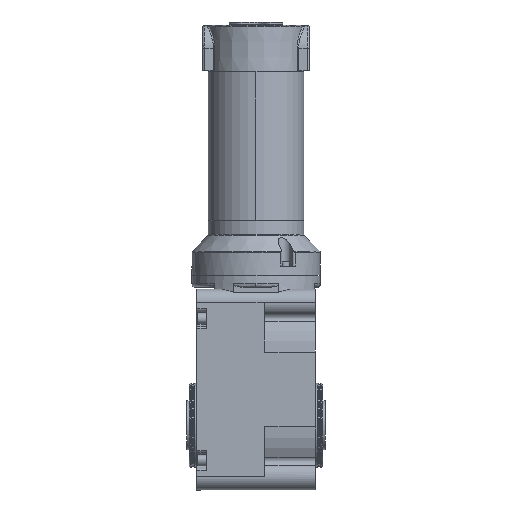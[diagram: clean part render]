
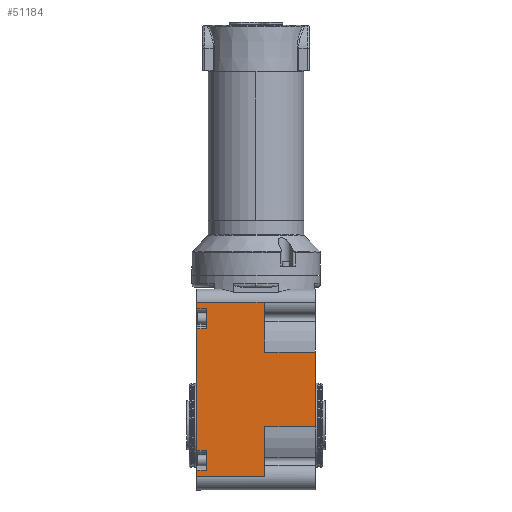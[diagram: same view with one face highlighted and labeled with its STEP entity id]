
A CAD part, front view. The second image highlights one B-rep face of the part: STEP entity #51184.
In plain terms, the highlighted planar face has unit normal (0, -1, 0).
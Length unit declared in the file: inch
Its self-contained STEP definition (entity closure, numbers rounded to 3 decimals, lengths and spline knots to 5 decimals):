
#270 = VERTEX_POINT ( 'NONE', #97353 ) ;
#1202 = ORIENTED_EDGE ( 'NONE', *, *, #42205, .F. ) ;
#1219 = CARTESIAN_POINT ( 'NONE',  ( 1.81102, -2.28346, 0.31496 ) ) ;
#1664 = VECTOR ( 'NONE', #68030, 39.37008 ) ;
#2761 = VERTEX_POINT ( 'NONE', #55969 ) ;
#3439 = CARTESIAN_POINT ( 'NONE',  ( -4.33071, -2.28346, -2.08661 ) ) ;
#4342 = DIRECTION ( 'NONE',  ( 0., 0., -1. ) ) ;
#5046 = CARTESIAN_POINT ( 'NONE',  ( -4.11417, -2.28346, -2.08661 ) ) ;
#5358 = LINE ( 'NONE', #57575, #87289 ) ;
#5428 = VERTEX_POINT ( 'NONE', #56037 ) ;
#5957 = ORIENTED_EDGE ( 'NONE', *, *, #51701, .F. ) ;
#6766 = EDGE_CURVE ( 'NONE', #54629, #106089, #33711, .T. ) ;
#8046 = CARTESIAN_POINT ( 'NONE',  ( 0.88583, -2.28346, -1.75197 ) ) ;
#10208 = CARTESIAN_POINT ( 'NONE',  ( 1.81102, -2.28346, -1.75197 ) ) ;
#11205 = ORIENTED_EDGE ( 'NONE', *, *, #87965, .F. ) ;
#11646 = CARTESIAN_POINT ( 'NONE',  ( -4.11417, -2.28346, -1.75197 ) ) ;
#12054 = CARTESIAN_POINT ( 'NONE',  ( -4.11417, -2.28346, -2.08661 ) ) ;
#12308 = ORIENTED_EDGE ( 'NONE', *, *, #18146, .F. ) ;
#15194 = DIRECTION ( 'NONE',  ( 0., 0., 1. ) ) ;
#15601 = LINE ( 'NONE', #1219, #16966 ) ;
#16404 = VERTEX_POINT ( 'NONE', #64132 ) ;
#16664 = VECTOR ( 'NONE', #86892, 39.37008 ) ;
#16966 = VECTOR ( 'NONE', #77297, 39.37008 ) ;
#18146 = EDGE_CURVE ( 'NONE', #59534, #42738, #25094, .T. ) ;
#18342 = CARTESIAN_POINT ( 'NONE',  ( -2.57874, -2.28346, 2.08661 ) ) ;
#18438 = VERTEX_POINT ( 'NONE', #73962 ) ;
#18537 = DIRECTION ( 'NONE',  ( 0., 1., 0. ) ) ;
#18739 = DIRECTION ( 'NONE',  ( 0., 0., 1. ) ) ;
#18848 = LINE ( 'NONE', #10208, #65131 ) ;
#19114 = DIRECTION ( 'NONE',  ( 0., 0., 1. ) ) ;
#19541 = CARTESIAN_POINT ( 'NONE',  ( -4.33071, -2.28346, -2.08661 ) ) ;
#19788 = VECTOR ( 'NONE', #18739, 39.37008 ) ;
#21031 = LINE ( 'NONE', #19541, #75177 ) ;
#23189 = VERTEX_POINT ( 'NONE', #28950 ) ;
#23302 = CARTESIAN_POINT ( 'NONE',  ( -4.33071, -2.28346, 2.08661 ) ) ;
#24136 = LINE ( 'NONE', #67684, #1664 ) ;
#24235 = LINE ( 'NONE', #45739, #78403 ) ;
#24740 = LINE ( 'NONE', #23302, #88244 ) ;
#25094 = LINE ( 'NONE', #76667, #52866 ) ;
#26066 = CARTESIAN_POINT ( 'NONE',  ( 0.05906, -2.28346, -2.08661 ) ) ;
#26271 = CARTESIAN_POINT ( 'NONE',  ( 1.81102, -2.28346, -2.08661 ) ) ;
#27527 = VERTEX_POINT ( 'NONE', #29211 ) ;
#28677 = CARTESIAN_POINT ( 'NONE',  ( 1.81102, -2.28346, 0.31496 ) ) ;
#28950 = CARTESIAN_POINT ( 'NONE',  ( -4.33071, -2.28346, -2.08661 ) ) ;
#29211 = CARTESIAN_POINT ( 'NONE',  ( 0.05906, -2.28346, 2.08661 ) ) ;
#30456 = CARTESIAN_POINT ( 'NONE',  ( 0.05906, -2.28346, 0.31496 ) ) ;
#31635 = EDGE_CURVE ( 'NONE', #99229, #49014, #56180, .T. ) ;
#33711 = LINE ( 'NONE', #12054, #60185 ) ;
#34718 = LINE ( 'NONE', #94987, #49238 ) ;
#35211 = DIRECTION ( 'NONE',  ( 0., 0., 1. ) ) ;
#35470 = DIRECTION ( 'NONE',  ( -1., 0., 0. ) ) ;
#36022 = DIRECTION ( 'NONE',  ( 0., 0., -1. ) ) ;
#36232 = CARTESIAN_POINT ( 'NONE',  ( -4.32161, -2.28346, -2.08661 ) ) ;
#36540 = EDGE_CURVE ( 'NONE', #79619, #2761, #79251, .T. ) ;
#38574 = ORIENTED_EDGE ( 'NONE', *, *, #89853, .F. ) ;
#39141 = EDGE_CURVE ( 'NONE', #27527, #53390, #72940, .T. ) ;
#42205 = EDGE_CURVE ( 'NONE', #77342, #99229, #15601, .T. ) ;
#42527 = EDGE_CURVE ( 'NONE', #27527, #49014, #24740, .T. ) ;
#42738 = VERTEX_POINT ( 'NONE', #77166 ) ;
#43342 = CARTESIAN_POINT ( 'NONE',  ( -2.57874, -2.28346, 0.31496 ) ) ;
#45739 = CARTESIAN_POINT ( 'NONE',  ( -4.33071, -2.28346, -2.08661 ) ) ;
#47792 = ORIENTED_EDGE ( 'NONE', *, *, #106506, .T. ) ;
#48738 = DIRECTION ( 'NONE',  ( -1., 0., 0. ) ) ;
#49014 = VERTEX_POINT ( 'NONE', #18342 ) ;
#49238 = VECTOR ( 'NONE', #78395, 39.37008 ) ;
#49261 = CARTESIAN_POINT ( 'NONE',  ( 1.81102, -2.28346, -2.08661 ) ) ;
#51184 = ADVANCED_FACE ( 'NONE', ( #105689 ), #85451, .F. ) ;
#51701 = EDGE_CURVE ( 'NONE', #5428, #77342, #52608, .T. ) ;
#52608 = LINE ( 'NONE', #36232, #84340 ) ;
#52866 = VECTOR ( 'NONE', #103187, 39.37008 ) ;
#53390 = VERTEX_POINT ( 'NONE', #30456 ) ;
#54629 = VERTEX_POINT ( 'NONE', #11646 ) ;
#55969 = CARTESIAN_POINT ( 'NONE',  ( 1.59449, -2.28346, -2.08661 ) ) ;
#56037 = CARTESIAN_POINT ( 'NONE',  ( -4.32161, -2.28346, 2.08661 ) ) ;
#56180 = LINE ( 'NONE', #66487, #101086 ) ;
#56189 = LINE ( 'NONE', #28677, #86633 ) ;
#57575 = CARTESIAN_POINT ( 'NONE',  ( -4.33071, -2.28346, -2.08661 ) ) ;
#57626 = DIRECTION ( 'NONE',  ( -1., 0., 0. ) ) ;
#57633 = ORIENTED_EDGE ( 'NONE', *, *, #81111, .F. ) ;
#58983 = LINE ( 'NONE', #78377, #16664 ) ;
#59534 = VERTEX_POINT ( 'NONE', #8046 ) ;
#59790 = EDGE_CURVE ( 'NONE', #53390, #18438, #56189, .T. ) ;
#60185 = VECTOR ( 'NONE', #4342, 39.37008 ) ;
#60566 = DIRECTION ( 'NONE',  ( 0., 0., -1. ) ) ;
#60833 = CARTESIAN_POINT ( 'NONE',  ( -3.40551, -2.28346, -2.08661 ) ) ;
#63664 = EDGE_CURVE ( 'NONE', #18438, #79619, #73575, .T. ) ;
#64132 = CARTESIAN_POINT ( 'NONE',  ( -3.40551, -2.28346, -1.75197 ) ) ;
#65131 = VECTOR ( 'NONE', #94740, 39.37008 ) ;
#65268 = EDGE_CURVE ( 'NONE', #16404, #54629, #34718, .T. ) ;
#65969 = LINE ( 'NONE', #60833, #19788 ) ;
#66487 = CARTESIAN_POINT ( 'NONE',  ( -2.57874, -2.28346, -2.08661 ) ) ;
#66813 = AXIS2_PLACEMENT_3D ( 'NONE', #86908, #18537, #35211 ) ;
#67684 = CARTESIAN_POINT ( 'NONE',  ( -4.33071, -2.28346, 2.08661 ) ) ;
#68030 = DIRECTION ( 'NONE',  ( -1., 0., 0. ) ) ;
#69359 = ORIENTED_EDGE ( 'NONE', *, *, #36540, .F. ) ;
#70455 = ORIENTED_EDGE ( 'NONE', *, *, #6766, .F. ) ;
#70985 = DIRECTION ( 'NONE',  ( -1., 0., 0. ) ) ;
#71520 = ORIENTED_EDGE ( 'NONE', *, *, #39141, .F. ) ;
#72940 = LINE ( 'NONE', #26066, #94145 ) ;
#73575 = LINE ( 'NONE', #49261, #90754 ) ;
#73962 = CARTESIAN_POINT ( 'NONE',  ( 1.81102, -2.28346, 0.31496 ) ) ;
#75154 = ORIENTED_EDGE ( 'NONE', *, *, #98751, .F. ) ;
#75177 = VECTOR ( 'NONE', #35470, 39.37008 ) ;
#76667 = CARTESIAN_POINT ( 'NONE',  ( 0.88583, -2.28346, -2.08661 ) ) ;
#77166 = CARTESIAN_POINT ( 'NONE',  ( 0.88583, -2.28346, -2.08661 ) ) ;
#77297 = DIRECTION ( 'NONE',  ( 1., 0., 0. ) ) ;
#77342 = VERTEX_POINT ( 'NONE', #102570 ) ;
#78377 = CARTESIAN_POINT ( 'NONE',  ( 1.59449, -2.28346, -2.08661 ) ) ;
#78395 = DIRECTION ( 'NONE',  ( -1., 0., 0. ) ) ;
#78403 = VECTOR ( 'NONE', #19114, 39.37008 ) ;
#79251 = LINE ( 'NONE', #3439, #100379 ) ;
#79619 = VERTEX_POINT ( 'NONE', #26271 ) ;
#80188 = VERTEX_POINT ( 'NONE', #104759 ) ;
#81111 = EDGE_CURVE ( 'NONE', #2761, #94573, #58983, .T. ) ;
#84340 = VECTOR ( 'NONE', #60566, 39.37008 ) ;
#85451 = PLANE ( 'NONE',  #66813 ) ;
#86633 = VECTOR ( 'NONE', #87726, 39.37008 ) ;
#86892 = DIRECTION ( 'NONE',  ( 0., 0., 1. ) ) ;
#86908 = CARTESIAN_POINT ( 'NONE',  ( 1.81102, -2.28346, -2.08661 ) ) ;
#87289 = VECTOR ( 'NONE', #48738, 39.37008 ) ;
#87726 = DIRECTION ( 'NONE',  ( 1., 0., 0. ) ) ;
#87771 = ORIENTED_EDGE ( 'NONE', *, *, #59790, .F. ) ;
#87965 = EDGE_CURVE ( 'NONE', #106089, #23189, #5358, .T. ) ;
#88244 = VECTOR ( 'NONE', #57626, 39.37008 ) ;
#89853 = EDGE_CURVE ( 'NONE', #270, #16404, #65969, .T. ) ;
#90440 = ORIENTED_EDGE ( 'NONE', *, *, #63664, .F. ) ;
#90754 = VECTOR ( 'NONE', #99430, 39.37008 ) ;
#94145 = VECTOR ( 'NONE', #36022, 39.37008 ) ;
#94573 = VERTEX_POINT ( 'NONE', #96790 ) ;
#94740 = DIRECTION ( 'NONE',  ( -1., 0., 0. ) ) ;
#94987 = CARTESIAN_POINT ( 'NONE',  ( 1.81102, -2.28346, -1.75197 ) ) ;
#95367 = EDGE_CURVE ( 'NONE', #23189, #80188, #24235, .T. ) ;
#95415 = ORIENTED_EDGE ( 'NONE', *, *, #31635, .F. ) ;
#96790 = CARTESIAN_POINT ( 'NONE',  ( 1.59449, -2.28346, -1.75197 ) ) ;
#97353 = CARTESIAN_POINT ( 'NONE',  ( -3.40551, -2.28346, -2.08661 ) ) ;
#98751 = EDGE_CURVE ( 'NONE', #94573, #59534, #18848, .T. ) ;
#99229 = VERTEX_POINT ( 'NONE', #43342 ) ;
#99430 = DIRECTION ( 'NONE',  ( 0., 0., -1. ) ) ;
#99900 = EDGE_CURVE ( 'NONE', #42738, #270, #21031, .T. ) ;
#100379 = VECTOR ( 'NONE', #70985, 39.37008 ) ;
#101086 = VECTOR ( 'NONE', #15194, 39.37008 ) ;
#101141 = ORIENTED_EDGE ( 'NONE', *, *, #42527, .T. ) ;
#102570 = CARTESIAN_POINT ( 'NONE',  ( -4.32161, -2.28346, 0.31496 ) ) ;
#102645 = EDGE_LOOP ( 'NONE', ( #102833, #11205, #70455, #103926, #38574, #103542, #12308, #75154, #57633, #69359, #90440, #87771, #71520, #101141, #95415, #1202, #5957, #47792 ) ) ;
#102833 = ORIENTED_EDGE ( 'NONE', *, *, #95367, .F. ) ;
#103187 = DIRECTION ( 'NONE',  ( 0., 0., -1. ) ) ;
#103542 = ORIENTED_EDGE ( 'NONE', *, *, #99900, .F. ) ;
#103926 = ORIENTED_EDGE ( 'NONE', *, *, #65268, .F. ) ;
#104759 = CARTESIAN_POINT ( 'NONE',  ( -4.33071, -2.28346, 2.08661 ) ) ;
#105689 = FACE_OUTER_BOUND ( 'NONE', #102645, .T. ) ;
#106089 = VERTEX_POINT ( 'NONE', #5046 ) ;
#106506 = EDGE_CURVE ( 'NONE', #5428, #80188, #24136, .T. ) ;
